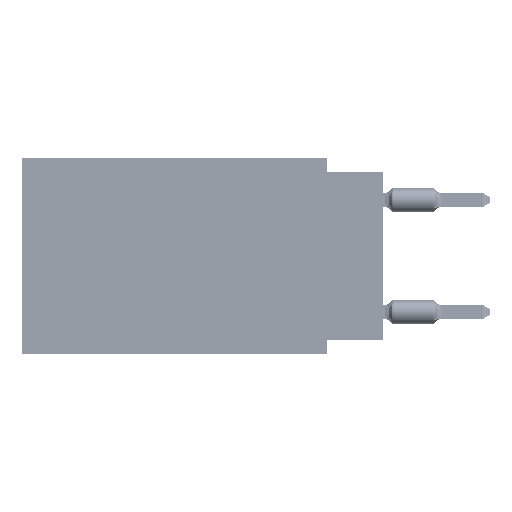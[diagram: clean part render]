
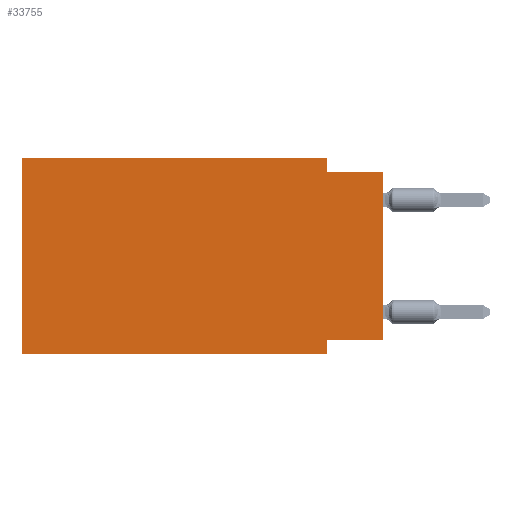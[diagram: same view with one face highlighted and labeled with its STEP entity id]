
A CAD part, left-side view. The second image highlights one B-rep face of the part: STEP entity #33755.
In plain terms, the highlighted planar face has unit normal (-1, 0, 0).
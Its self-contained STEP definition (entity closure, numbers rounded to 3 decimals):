
#2273 = DIRECTION ( 'NONE',  ( 0., 0., -1. ) ) ;
#2377 = LINE ( 'NONE', #11917, #98609 ) ;
#3863 = EDGE_CURVE ( 'NONE', #24988, #53997, #35967, .T. ) ;
#3883 = EDGE_LOOP ( 'NONE', ( #85904, #45851, #94706, #37304, #63131, #70292, #93719, #106202 ) ) ;
#9669 = EDGE_CURVE ( 'NONE', #53997, #73720, #2377, .T. ) ;
#10150 = LINE ( 'NONE', #52255, #32538 ) ;
#10289 = CARTESIAN_POINT ( 'NONE',  ( 0., 2.54, -8.255 ) ) ;
#11203 = EDGE_CURVE ( 'NONE', #67581, #32604, #10150, .T. ) ;
#11917 = CARTESIAN_POINT ( 'NONE',  ( 0., 0., -0.635 ) ) ;
#12202 = VECTOR ( 'NONE', #103845, 1000. ) ;
#13848 = VECTOR ( 'NONE', #84689, 1000. ) ;
#14367 = LINE ( 'NONE', #32305, #92876 ) ;
#21471 = CARTESIAN_POINT ( 'NONE',  ( 0., 2.54, -0.635 ) ) ;
#24988 = VERTEX_POINT ( 'NONE', #41012 ) ;
#25519 = VECTOR ( 'NONE', #95568, 1000. ) ;
#25776 = CARTESIAN_POINT ( 'NONE',  ( 0., 16.383, 0. ) ) ;
#26179 = CARTESIAN_POINT ( 'NONE',  ( 0., 0., -8.255 ) ) ;
#26594 = DIRECTION ( 'NONE',  ( 0., 0., -1. ) ) ;
#28493 = VECTOR ( 'NONE', #29476, 1000. ) ;
#29476 = DIRECTION ( 'NONE',  ( 0., 0., 1. ) ) ;
#31112 = EDGE_CURVE ( 'NONE', #62050, #32604, #14367, .T. ) ;
#31755 = DIRECTION ( 'NONE',  ( 0., -1., 0. ) ) ;
#32305 = CARTESIAN_POINT ( 'NONE',  ( 0., 16.383, -8.89 ) ) ;
#32538 = VECTOR ( 'NONE', #2273, 1000. ) ;
#32604 = VERTEX_POINT ( 'NONE', #70955 ) ;
#33755 = ADVANCED_FACE ( 'NONE', ( #86610 ), #101813, .F. ) ;
#35561 = CARTESIAN_POINT ( 'NONE',  ( 0., 16.383, 0. ) ) ;
#35967 = LINE ( 'NONE', #44392, #83570 ) ;
#37304 = ORIENTED_EDGE ( 'NONE', *, *, #41755, .F. ) ;
#41012 = CARTESIAN_POINT ( 'NONE',  ( 0., 2.54, 0. ) ) ;
#41755 = EDGE_CURVE ( 'NONE', #94014, #24988, #85793, .T. ) ;
#44392 = CARTESIAN_POINT ( 'NONE',  ( 0., 2.54, 0. ) ) ;
#45851 = ORIENTED_EDGE ( 'NONE', *, *, #9669, .F. ) ;
#48531 = LINE ( 'NONE', #73223, #28493 ) ;
#50736 = LINE ( 'NONE', #102900, #25519 ) ;
#51698 = CARTESIAN_POINT ( 'NONE',  ( 0., 16.383, 0. ) ) ;
#52255 = CARTESIAN_POINT ( 'NONE',  ( 0., 2.54, -8.89 ) ) ;
#53997 = VERTEX_POINT ( 'NONE', #21471 ) ;
#57526 = EDGE_CURVE ( 'NONE', #63553, #73720, #48531, .T. ) ;
#62050 = VERTEX_POINT ( 'NONE', #71003 ) ;
#63131 = ORIENTED_EDGE ( 'NONE', *, *, #66722, .F. ) ;
#63553 = VERTEX_POINT ( 'NONE', #26179 ) ;
#66722 = EDGE_CURVE ( 'NONE', #62050, #94014, #103310, .T. ) ;
#67581 = VERTEX_POINT ( 'NONE', #10289 ) ;
#70292 = ORIENTED_EDGE ( 'NONE', *, *, #31112, .T. ) ;
#70955 = CARTESIAN_POINT ( 'NONE',  ( 0., 2.54, -8.89 ) ) ;
#71003 = CARTESIAN_POINT ( 'NONE',  ( 0., 16.383, -8.89 ) ) ;
#71932 = DIRECTION ( 'NONE',  ( 0., -1., 0. ) ) ;
#72147 = EDGE_CURVE ( 'NONE', #63553, #67581, #50736, .T. ) ;
#73223 = CARTESIAN_POINT ( 'NONE',  ( 0., 0., 0. ) ) ;
#73720 = VERTEX_POINT ( 'NONE', #78310 ) ;
#78310 = CARTESIAN_POINT ( 'NONE',  ( 0., 0., -0.635 ) ) ;
#78604 = DIRECTION ( 'NONE',  ( 0., 0., -1. ) ) ;
#83570 = VECTOR ( 'NONE', #78604, 1000. ) ;
#84689 = DIRECTION ( 'NONE',  ( 0., -1., 0. ) ) ;
#85793 = LINE ( 'NONE', #25776, #13848 ) ;
#85904 = ORIENTED_EDGE ( 'NONE', *, *, #57526, .T. ) ;
#86055 = AXIS2_PLACEMENT_3D ( 'NONE', #35561, #102918, #26594 ) ;
#86610 = FACE_OUTER_BOUND ( 'NONE', #3883, .T. ) ;
#92876 = VECTOR ( 'NONE', #31755, 1000. ) ;
#93719 = ORIENTED_EDGE ( 'NONE', *, *, #11203, .F. ) ;
#94014 = VERTEX_POINT ( 'NONE', #102466 ) ;
#94706 = ORIENTED_EDGE ( 'NONE', *, *, #3863, .F. ) ;
#95568 = DIRECTION ( 'NONE',  ( 0., 1., 0. ) ) ;
#98609 = VECTOR ( 'NONE', #71932, 1000. ) ;
#101813 = PLANE ( 'NONE',  #86055 ) ;
#102466 = CARTESIAN_POINT ( 'NONE',  ( 0., 16.383, 0. ) ) ;
#102900 = CARTESIAN_POINT ( 'NONE',  ( 0., 0., -8.255 ) ) ;
#102918 = DIRECTION ( 'NONE',  ( 1., 0., 0. ) ) ;
#103310 = LINE ( 'NONE', #51698, #12202 ) ;
#103845 = DIRECTION ( 'NONE',  ( 0., 0., 1. ) ) ;
#106202 = ORIENTED_EDGE ( 'NONE', *, *, #72147, .F. ) ;
